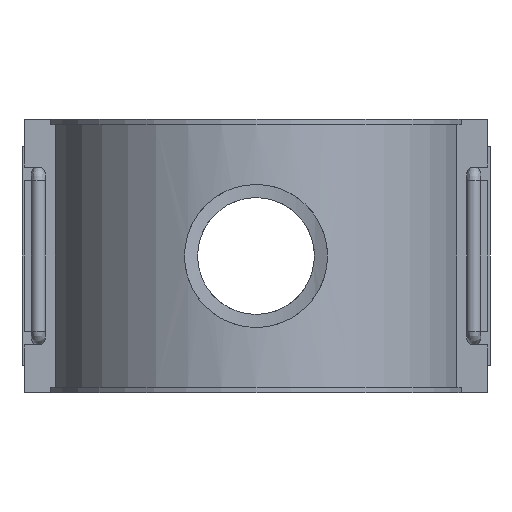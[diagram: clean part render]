
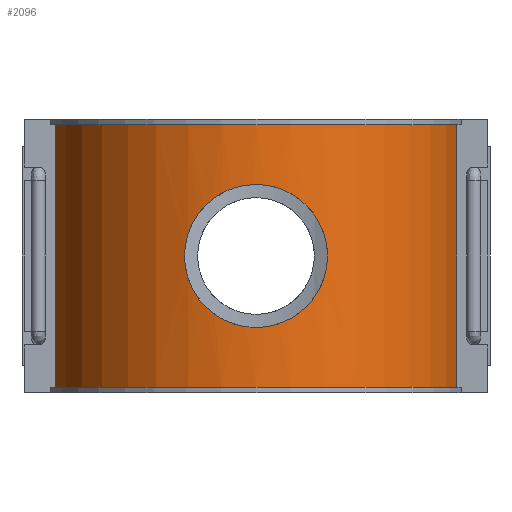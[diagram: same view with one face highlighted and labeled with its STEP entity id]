
A CAD part, front view. The second image highlights one B-rep face of the part: STEP entity #2096.
In plain terms, the highlighted cylindrical face has radius 89 mm (diameter 178 mm), a partial arc.
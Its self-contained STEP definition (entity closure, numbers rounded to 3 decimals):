
#31=LINE('',#3518,#238);
#66=LINE('',#3716,#273);
#238=VECTOR('',#2454,113.28);
#273=VECTOR('',#2531,113.28);
#532=CIRCLE('',#2226,89.);
#540=CIRCLE('',#2240,89.);
#608=FACE_BOUND('',#806,.T.);
#666=FACE_OUTER_BOUND('',#805,.T.);
#805=EDGE_LOOP('',(#1572,#1573,#1574,#1575));
#806=EDGE_LOOP('',(#1576));
#950=B_SPLINE_CURVE_WITH_KNOTS('',3,(#2982,#2983,#2984,#2985,#2986,#2987,
#2988,#2989,#2990,#2991,#2992,#2993,#2994,#2995,#2996,#2997,#2998,#2999,
#3000,#3001,#3002,#3003,#3004,#3005,#3006,#3007,#3008,#3009,#3010,#3011,
#3012,#3013,#3014,#3015,#3016,#3017,#3018,#3019,#3020,#3021,#3022,#3023,
#3024,#3025,#3026,#3027,#3028,#3029,#3030,#3031,#3032,#3033,#3034,#3035,
#3036,#3037,#3038,#3039,#3040,#3041,#3042,#3043,#3044,#3045,#3046,#3047),
 .UNSPECIFIED.,.T.,.F.,(4,2,2,2,2,2,2,2,2,2,2,2,2,2,2,2,2,2,2,2,2,2,2,2,
2,2,2,2,2,2,2,2,4),(0.,0.587,1.174,1.761,
2.348,2.934,3.521,4.107,4.694,
5.28,5.867,6.454,7.04,7.627,
8.214,8.801,9.388,9.975,10.561,
11.148,11.735,12.322,12.908,13.495,
14.081,14.668,15.255,15.841,16.428,
17.015,17.602,18.188,18.775),
 .UNSPECIFIED.);
#967=VERTEX_POINT('',#2981);
#987=VERTEX_POINT('',#3503);
#988=VERTEX_POINT('',#3505);
#992=VERTEX_POINT('',#3517);
#1011=VERTEX_POINT('',#3562);
#1167=EDGE_CURVE('',#967,#967,#950,.T.);
#1191=EDGE_CURVE('',#987,#988,#532,.T.);
#1196=EDGE_CURVE('',#987,#992,#31,.T.);
#1218=EDGE_CURVE('',#1011,#992,#540,.T.);
#1251=EDGE_CURVE('',#988,#1011,#66,.T.);
#1572=ORIENTED_EDGE('',*,*,#1191,.T.);
#1573=ORIENTED_EDGE('',*,*,#1251,.T.);
#1574=ORIENTED_EDGE('',*,*,#1218,.T.);
#1575=ORIENTED_EDGE('',*,*,#1196,.F.);
#1576=ORIENTED_EDGE('',*,*,#1167,.T.);
#2057=CYLINDRICAL_SURFACE('',#2250,89.);
#2096=ADVANCED_FACE('',(#666,#608),#2057,.T.);
#2226=AXIS2_PLACEMENT_3D('',#3507,#2444,#2445);
#2240=AXIS2_PLACEMENT_3D('',#3563,#2491,#2492);
#2250=AXIS2_PLACEMENT_3D('',#3717,#2532,#2533);
#2444=DIRECTION('center_axis',(0.,0.,1.));
#2445=DIRECTION('ref_axis',(1.,0.,0.));
#2454=DIRECTION('',(0.,0.,1.));
#2491=DIRECTION('center_axis',(0.,0.,-1.));
#2492=DIRECTION('ref_axis',(1.,0.,0.));
#2531=DIRECTION('',(0.,0.,1.));
#2532=DIRECTION('center_axis',(0.,0.,1.));
#2533=DIRECTION('ref_axis',(1.,0.,0.));
#2981=CARTESIAN_POINT('',(30.87,-83.475,0.));
#2982=CARTESIAN_POINT('Ctrl Pts',(30.87,-83.475,0.));
#2983=CARTESIAN_POINT('Ctrl Pts',(30.87,-83.475,-1.956));
#2984=CARTESIAN_POINT('Ctrl Pts',(30.681,-83.545,-3.974));
#2985=CARTESIAN_POINT('Ctrl Pts',(29.892,-83.831,-7.975));
#2986=CARTESIAN_POINT('Ctrl Pts',(29.291,-84.046,-9.96));
#2987=CARTESIAN_POINT('Ctrl Pts',(27.711,-84.58,-13.757));
#2988=CARTESIAN_POINT('Ctrl Pts',(26.731,-84.899,-15.573));
#2989=CARTESIAN_POINT('Ctrl Pts',(24.47,-85.578,-18.928));
#2990=CARTESIAN_POINT('Ctrl Pts',(23.19,-85.937,-20.467));
#2991=CARTESIAN_POINT('Ctrl Pts',(20.467,-86.626,-23.189));
#2992=CARTESIAN_POINT('Ctrl Pts',(18.929,-86.981,-24.469));
#2993=CARTESIAN_POINT('Ctrl Pts',(15.574,-87.643,-26.73));
#2994=CARTESIAN_POINT('Ctrl Pts',(13.758,-87.951,-27.711));
#2995=CARTESIAN_POINT('Ctrl Pts',(9.959,-88.462,-29.292));
#2996=CARTESIAN_POINT('Ctrl Pts',(7.974,-88.665,-29.892));
#2997=CARTESIAN_POINT('Ctrl Pts',(3.972,-88.934,-30.681));
#2998=CARTESIAN_POINT('Ctrl Pts',(1.955,-89.,-30.87));
#2999=CARTESIAN_POINT('Ctrl Pts',(-1.955,-89.,-30.87));
#3000=CARTESIAN_POINT('Ctrl Pts',(-3.972,-88.934,-30.681));
#3001=CARTESIAN_POINT('Ctrl Pts',(-7.974,-88.665,-29.892));
#3002=CARTESIAN_POINT('Ctrl Pts',(-9.959,-88.462,-29.292));
#3003=CARTESIAN_POINT('Ctrl Pts',(-13.758,-87.951,-27.711));
#3004=CARTESIAN_POINT('Ctrl Pts',(-15.574,-87.643,-26.73));
#3005=CARTESIAN_POINT('Ctrl Pts',(-18.929,-86.981,-24.469));
#3006=CARTESIAN_POINT('Ctrl Pts',(-20.467,-86.626,-23.189));
#3007=CARTESIAN_POINT('Ctrl Pts',(-23.19,-85.937,-20.467));
#3008=CARTESIAN_POINT('Ctrl Pts',(-24.47,-85.578,-18.928));
#3009=CARTESIAN_POINT('Ctrl Pts',(-26.731,-84.899,-15.573));
#3010=CARTESIAN_POINT('Ctrl Pts',(-27.711,-84.58,-13.757));
#3011=CARTESIAN_POINT('Ctrl Pts',(-29.291,-84.046,-9.96));
#3012=CARTESIAN_POINT('Ctrl Pts',(-29.892,-83.831,-7.975));
#3013=CARTESIAN_POINT('Ctrl Pts',(-30.681,-83.545,-3.974));
#3014=CARTESIAN_POINT('Ctrl Pts',(-30.87,-83.475,-1.956));
#3015=CARTESIAN_POINT('Ctrl Pts',(-30.87,-83.475,1.956));
#3016=CARTESIAN_POINT('Ctrl Pts',(-30.681,-83.545,3.974));
#3017=CARTESIAN_POINT('Ctrl Pts',(-29.892,-83.831,7.975));
#3018=CARTESIAN_POINT('Ctrl Pts',(-29.291,-84.046,9.96));
#3019=CARTESIAN_POINT('Ctrl Pts',(-27.711,-84.58,13.757));
#3020=CARTESIAN_POINT('Ctrl Pts',(-26.731,-84.899,15.573));
#3021=CARTESIAN_POINT('Ctrl Pts',(-24.47,-85.578,18.928));
#3022=CARTESIAN_POINT('Ctrl Pts',(-23.19,-85.937,20.467));
#3023=CARTESIAN_POINT('Ctrl Pts',(-20.467,-86.626,23.189));
#3024=CARTESIAN_POINT('Ctrl Pts',(-18.929,-86.981,24.469));
#3025=CARTESIAN_POINT('Ctrl Pts',(-15.574,-87.643,26.73));
#3026=CARTESIAN_POINT('Ctrl Pts',(-13.758,-87.951,27.711));
#3027=CARTESIAN_POINT('Ctrl Pts',(-9.959,-88.462,29.292));
#3028=CARTESIAN_POINT('Ctrl Pts',(-7.974,-88.665,29.892));
#3029=CARTESIAN_POINT('Ctrl Pts',(-3.972,-88.934,30.681));
#3030=CARTESIAN_POINT('Ctrl Pts',(-1.955,-89.,30.87));
#3031=CARTESIAN_POINT('Ctrl Pts',(1.955,-89.,30.87));
#3032=CARTESIAN_POINT('Ctrl Pts',(3.972,-88.934,30.681));
#3033=CARTESIAN_POINT('Ctrl Pts',(7.974,-88.665,29.892));
#3034=CARTESIAN_POINT('Ctrl Pts',(9.959,-88.462,29.292));
#3035=CARTESIAN_POINT('Ctrl Pts',(13.758,-87.951,27.711));
#3036=CARTESIAN_POINT('Ctrl Pts',(15.574,-87.643,26.73));
#3037=CARTESIAN_POINT('Ctrl Pts',(18.929,-86.981,24.469));
#3038=CARTESIAN_POINT('Ctrl Pts',(20.467,-86.626,23.189));
#3039=CARTESIAN_POINT('Ctrl Pts',(23.19,-85.937,20.467));
#3040=CARTESIAN_POINT('Ctrl Pts',(24.47,-85.578,18.928));
#3041=CARTESIAN_POINT('Ctrl Pts',(26.731,-84.899,15.573));
#3042=CARTESIAN_POINT('Ctrl Pts',(27.711,-84.58,13.757));
#3043=CARTESIAN_POINT('Ctrl Pts',(29.291,-84.046,9.96));
#3044=CARTESIAN_POINT('Ctrl Pts',(29.892,-83.831,7.975));
#3045=CARTESIAN_POINT('Ctrl Pts',(30.681,-83.545,3.974));
#3046=CARTESIAN_POINT('Ctrl Pts',(30.87,-83.475,1.956));
#3047=CARTESIAN_POINT('Ctrl Pts',(30.87,-83.475,0.));
#3503=CARTESIAN_POINT('',(-86.724,-20.,-56.64));
#3505=CARTESIAN_POINT('',(86.724,-20.,-56.64));
#3507=CARTESIAN_POINT('Origin',(0.,0.,-56.64));
#3517=CARTESIAN_POINT('',(-86.724,-20.,56.64));
#3518=CARTESIAN_POINT('',(-86.724,-20.,0.));
#3562=CARTESIAN_POINT('',(86.724,-20.,56.64));
#3563=CARTESIAN_POINT('Origin',(0.,0.,56.64));
#3716=CARTESIAN_POINT('',(86.724,-20.,0.));
#3717=CARTESIAN_POINT('Origin',(0.,0.,0.));
